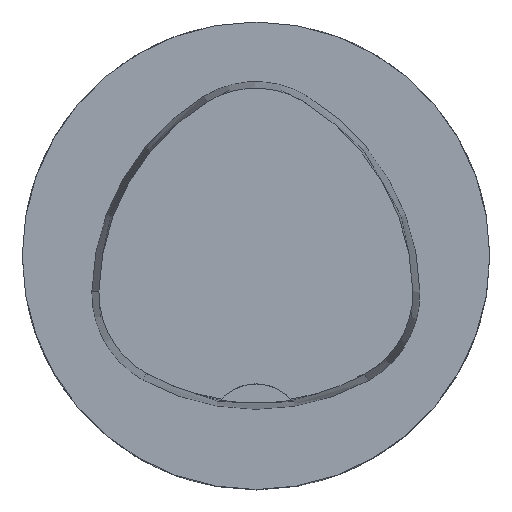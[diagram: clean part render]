
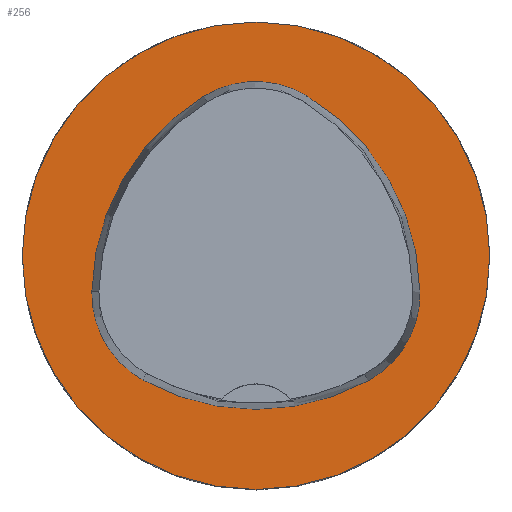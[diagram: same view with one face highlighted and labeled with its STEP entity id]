
A CAD part, top view. The second image highlights one B-rep face of the part: STEP entity #256.
In plain terms, the highlighted planar face has unit normal (0, 0, 1).
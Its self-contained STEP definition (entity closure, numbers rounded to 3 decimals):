
#256=ADVANCED_FACE('',(#511,#512),#318,.T.);
#318=PLANE('',#1506);
#511=FACE_BOUND('',#559,.T.);
#512=FACE_BOUND('',#560,.T.);
#559=EDGE_LOOP('',(#781,#782,#783,#784,#785,#786));
#560=EDGE_LOOP('',(#787));
#781=ORIENTED_EDGE('',*,*,#1215,.T.);
#782=ORIENTED_EDGE('',*,*,#1195,.T.);
#783=ORIENTED_EDGE('',*,*,#1199,.T.);
#784=ORIENTED_EDGE('',*,*,#1202,.T.);
#785=ORIENTED_EDGE('',*,*,#1205,.T.);
#786=ORIENTED_EDGE('',*,*,#1213,.T.);
#787=ORIENTED_EDGE('',*,*,#1218,.F.);
#1055=VERTEX_POINT('',#2305);
#1056=VERTEX_POINT('',#2306);
#1059=VERTEX_POINT('',#2314);
#1061=VERTEX_POINT('',#2320);
#1063=VERTEX_POINT('',#2326);
#1070=VERTEX_POINT('',#2347);
#1071=VERTEX_POINT('',#2357);
#1195=EDGE_CURVE('',#1055,#1056,#1312,.T.);
#1199=EDGE_CURVE('',#1056,#1059,#1314,.T.);
#1202=EDGE_CURVE('',#1059,#1061,#1316,.T.);
#1205=EDGE_CURVE('',#1061,#1063,#1318,.T.);
#1213=EDGE_CURVE('',#1063,#1070,#1322,.T.);
#1215=EDGE_CURVE('',#1070,#1055,#1324,.T.);
#1218=EDGE_CURVE('',#1071,#1071,#1327,.T.);
#1312=CIRCLE('',#1483,20.);
#1314=CIRCLE('',#1486,8.5);
#1316=CIRCLE('',#1489,20.);
#1318=CIRCLE('',#1492,8.5);
#1322=CIRCLE('',#1497,20.);
#1324=CIRCLE('',#1500,8.5);
#1327=CIRCLE('',#1505,20.);
#1483=AXIS2_PLACEMENT_3D('',#2304,#1752,#1753);
#1486=AXIS2_PLACEMENT_3D('',#2313,#1760,#1761);
#1489=AXIS2_PLACEMENT_3D('',#2319,#1767,#1768);
#1492=AXIS2_PLACEMENT_3D('',#2325,#1774,#1775);
#1497=AXIS2_PLACEMENT_3D('',#2348,#1786,#1787);
#1500=AXIS2_PLACEMENT_3D('',#2351,#1792,#1793);
#1505=AXIS2_PLACEMENT_3D('',#2356,#1802,#1803);
#1506=AXIS2_PLACEMENT_3D('',#2358,#1804,#1805);
#1752=DIRECTION('',(0.,0.,-1.));
#1753=DIRECTION('',(-1.,0.,0.));
#1760=DIRECTION('',(0.,0.,-1.));
#1761=DIRECTION('',(-1.,0.,0.));
#1767=DIRECTION('',(0.,0.,-1.));
#1768=DIRECTION('',(-1.,0.,0.));
#1774=DIRECTION('',(0.,0.,-1.));
#1775=DIRECTION('',(-1.,0.,0.));
#1786=DIRECTION('',(0.,0.,-1.));
#1787=DIRECTION('',(-1.,0.,0.));
#1792=DIRECTION('',(0.,0.,-1.));
#1793=DIRECTION('',(-1.,0.,0.));
#1802=DIRECTION('',(0.,0.,-1.));
#1803=DIRECTION('',(-1.,0.,0.));
#1804=DIRECTION('',(0.,0.,1.));
#1805=DIRECTION('',(1.,0.,0.));
#2304=CARTESIAN_POINT('',(5.955,-3.414,0.));
#2305=CARTESIAN_POINT('',(-14.041,-3.042,0.));
#2306=CARTESIAN_POINT('',(-4.472,13.653,0.));
#2313=CARTESIAN_POINT('',(-0.04,6.4,0.));
#2314=CARTESIAN_POINT('',(4.347,13.68,0.));
#2319=CARTESIAN_POINT('',(-5.976,-3.45,0.));
#2320=CARTESIAN_POINT('',(14.021,-3.075,0.));
#2325=CARTESIAN_POINT('',(5.522,-3.235,0.));
#2326=CARTESIAN_POINT('',(9.588,-10.699,0.));
#2347=CARTESIAN_POINT('',(-9.655,-10.639,0.));
#2348=CARTESIAN_POINT('',(0.022,6.864,0.));
#2351=CARTESIAN_POINT('',(-5.543,-3.2,0.));
#2356=CARTESIAN_POINT('',(0.,0.,
0.));
#2357=CARTESIAN_POINT('',(-20.,0.,0.));
#2358=CARTESIAN_POINT('',(0.,0.,
0.));
